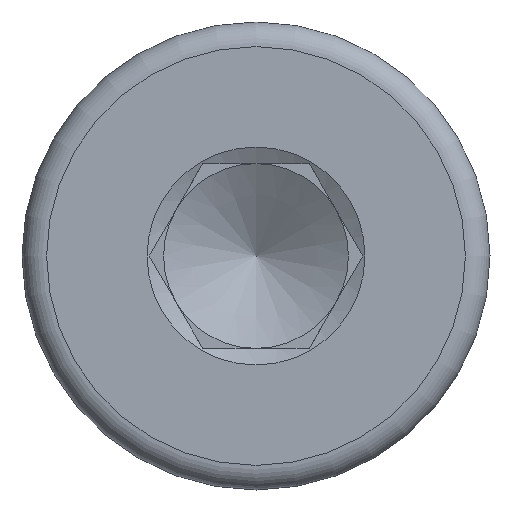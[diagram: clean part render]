
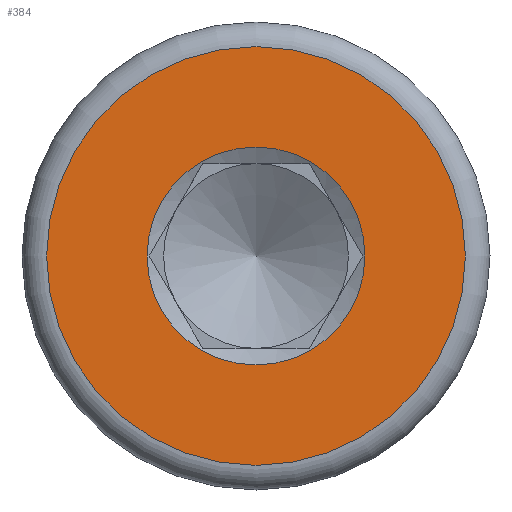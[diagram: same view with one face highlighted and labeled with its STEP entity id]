
A CAD part, left-side view. The second image highlights one B-rep face of the part: STEP entity #384.
In plain terms, the highlighted planar face has unit normal (-1, 0, 0).
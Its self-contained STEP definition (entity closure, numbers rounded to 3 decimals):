
#54=CIRCLE('',#404,0.885);
#55=CIRCLE('',#405,0.885);
#67=CIRCLE('',#426,1.7);
#80=VERTEX_POINT('',#564);
#82=VERTEX_POINT('',#567);
#101=VERTEX_POINT('',#635);
#168=EDGE_CURVE('',#80,#82,#54,.T.);
#169=EDGE_CURVE('',#82,#80,#55,.T.);
#196=EDGE_CURVE('',#101,#101,#67,.T.);
#272=ORIENTED_EDGE('',*,*,#196,.F.);
#273=ORIENTED_EDGE('',*,*,#168,.F.);
#274=ORIENTED_EDGE('',*,*,#169,.F.);
#333=EDGE_LOOP('',(#272));
#334=EDGE_LOOP('',(#273,#274));
#359=FACE_BOUND('',#333,.T.);
#360=FACE_BOUND('',#334,.T.);
#384=ADVANCED_FACE('',(#359,#360),#665,.F.);
#404=AXIS2_PLACEMENT_3D('',#566,#465,#466);
#405=AXIS2_PLACEMENT_3D('',#568,#467,#468);
#426=AXIS2_PLACEMENT_3D('',#636,#508,#509);
#427=AXIS2_PLACEMENT_3D('',#637,#510,$);
#465=DIRECTION('',(-1.,0.,0.));
#466=DIRECTION('',(0.,0.,-0.885));
#467=DIRECTION('',(-1.,0.,0.));
#468=DIRECTION('',(0.,0.,-0.885));
#508=DIRECTION('',(1.,0.,0.));
#509=DIRECTION('',(0.,0.,-1.7));
#510=DIRECTION('',(1.,0.,0.));
#564=CARTESIAN_POINT('',(-2.,0.,0.885));
#566=CARTESIAN_POINT('',(-2.,0.,0.));
#567=CARTESIAN_POINT('',(-2.,0.,-0.885));
#568=CARTESIAN_POINT('',(-2.,0.,0.));
#635=CARTESIAN_POINT('',(-2.,0.,-1.7));
#636=CARTESIAN_POINT('',(-2.,0.,0.));
#637=CARTESIAN_POINT('',(-2.,0.,0.));
#665=PLANE('',#427);
